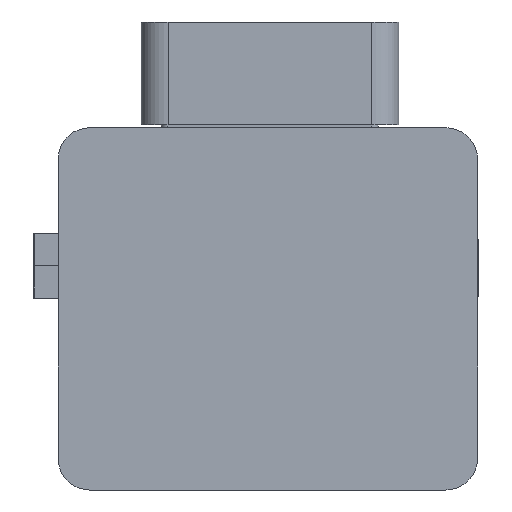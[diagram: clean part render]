
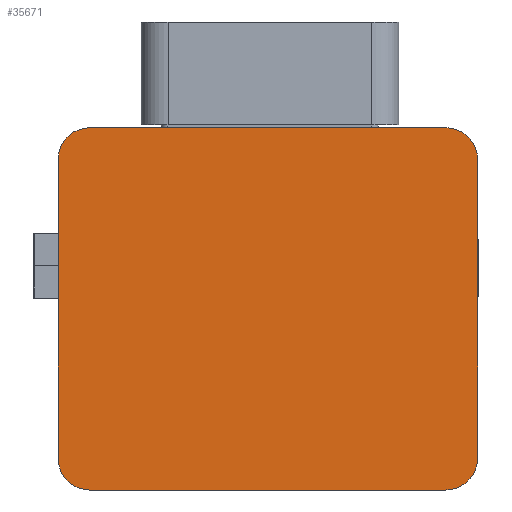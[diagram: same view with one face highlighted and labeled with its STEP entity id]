
A CAD part, front view. The second image highlights one B-rep face of the part: STEP entity #35671.
In plain terms, the highlighted planar face has unit normal (0, -1, 0).
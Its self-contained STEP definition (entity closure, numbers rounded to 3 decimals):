
#3580=CIRCLE('',#38273,5.);
#3581=CIRCLE('',#38274,5.);
#3582=CIRCLE('',#38275,5.);
#3583=CIRCLE('',#38276,5.);
#6271=FACE_OUTER_BOUND('',#8517,.T.);
#8517=EDGE_LOOP('',(#32605,#32606,#32607,#32608,#32609,#32610,#32611,#32612));
#11135=LINE('',#65606,#14039);
#11415=LINE('',#68807,#14319);
#11416=LINE('',#68812,#14320);
#11417=LINE('',#68815,#14321);
#14039=VECTOR('',#45779,10.);
#14319=VECTOR('',#46221,10.);
#14320=VECTOR('',#46226,10.);
#14321=VECTOR('',#46229,10.);
#17205=VERTEX_POINT('',#65599);
#17208=VERTEX_POINT('',#65604);
#17566=VERTEX_POINT('',#68803);
#17567=VERTEX_POINT('',#68804);
#17568=VERTEX_POINT('',#68806);
#17569=VERTEX_POINT('',#68809);
#17570=VERTEX_POINT('',#68811);
#17571=VERTEX_POINT('',#68813);
#22073=EDGE_CURVE('',#17205,#17208,#11135,.T.);
#22607=EDGE_CURVE('',#17566,#17567,#3580,.T.);
#22608=EDGE_CURVE('',#17567,#17568,#11415,.T.);
#22609=EDGE_CURVE('',#17568,#17205,#3581,.T.);
#22610=EDGE_CURVE('',#17208,#17569,#3582,.T.);
#22611=EDGE_CURVE('',#17569,#17570,#11416,.T.);
#22612=EDGE_CURVE('',#17570,#17571,#3583,.T.);
#22613=EDGE_CURVE('',#17571,#17566,#11417,.T.);
#32605=ORIENTED_EDGE('',*,*,#22607,.T.);
#32606=ORIENTED_EDGE('',*,*,#22608,.T.);
#32607=ORIENTED_EDGE('',*,*,#22609,.T.);
#32608=ORIENTED_EDGE('',*,*,#22073,.T.);
#32609=ORIENTED_EDGE('',*,*,#22610,.T.);
#32610=ORIENTED_EDGE('',*,*,#22611,.T.);
#32611=ORIENTED_EDGE('',*,*,#22612,.T.);
#32612=ORIENTED_EDGE('',*,*,#22613,.T.);
#33666=PLANE('',#38272);
#35671=ADVANCED_FACE('',(#6271),#33666,.F.);
#38272=AXIS2_PLACEMENT_3D('',#68802,#46217,#46218);
#38273=AXIS2_PLACEMENT_3D('',#68805,#46219,#46220);
#38274=AXIS2_PLACEMENT_3D('',#68808,#46222,#46223);
#38275=AXIS2_PLACEMENT_3D('',#68810,#46224,#46225);
#38276=AXIS2_PLACEMENT_3D('',#68814,#46227,#46228);
#45779=DIRECTION('',(1.,0.,0.));
#46217=DIRECTION('center_axis',(0.,1.,0.));
#46218=DIRECTION('ref_axis',(1.,0.,0.));
#46219=DIRECTION('center_axis',(0.,-1.,0.));
#46220=DIRECTION('ref_axis',(-1.,0.,0.));
#46221=DIRECTION('',(0.,0.,-1.));
#46222=DIRECTION('center_axis',(0.,-1.,0.));
#46223=DIRECTION('ref_axis',(0.,0.,-1.));
#46224=DIRECTION('center_axis',(0.,-1.,0.));
#46225=DIRECTION('ref_axis',(1.,0.,0.));
#46226=DIRECTION('',(0.,0.,1.));
#46227=DIRECTION('center_axis',(0.,-1.,0.));
#46228=DIRECTION('ref_axis',(0.,0.,1.));
#46229=DIRECTION('',(-1.,0.,0.));
#65599=CARTESIAN_POINT('',(-28.317,-12.,-53.735));
#65604=CARTESIAN_POINT('',(27.683,-12.,-53.735));
#65606=CARTESIAN_POINT('',(-28.317,-12.,-53.735));
#68802=CARTESIAN_POINT('Origin',(-0.317,-12.,-25.235));
#68803=CARTESIAN_POINT('',(-28.317,-12.,3.265));
#68804=CARTESIAN_POINT('',(-33.317,-12.,-1.735));
#68805=CARTESIAN_POINT('Origin',(-28.317,-12.,-1.735));
#68806=CARTESIAN_POINT('',(-33.317,-12.,-48.735));
#68807=CARTESIAN_POINT('',(-33.317,-12.,-1.735));
#68808=CARTESIAN_POINT('Origin',(-28.317,-12.,-48.735));
#68809=CARTESIAN_POINT('',(32.683,-12.,-48.735));
#68810=CARTESIAN_POINT('Origin',(27.683,-12.,-48.735));
#68811=CARTESIAN_POINT('',(32.683,-12.,-1.735));
#68812=CARTESIAN_POINT('',(32.683,-12.,-48.735));
#68813=CARTESIAN_POINT('',(27.683,-12.,3.265));
#68814=CARTESIAN_POINT('Origin',(27.683,-12.,-1.735));
#68815=CARTESIAN_POINT('',(27.683,-12.,3.265));
